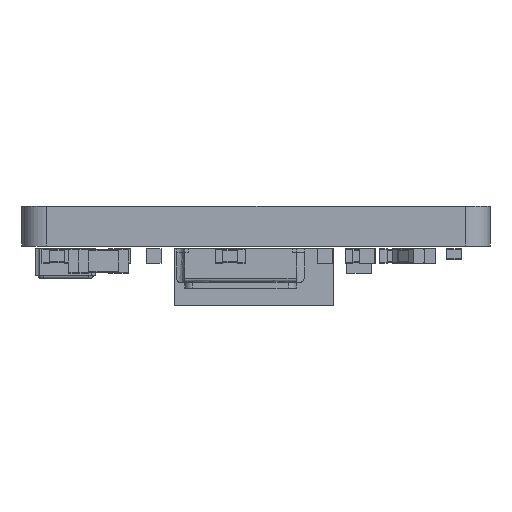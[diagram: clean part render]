
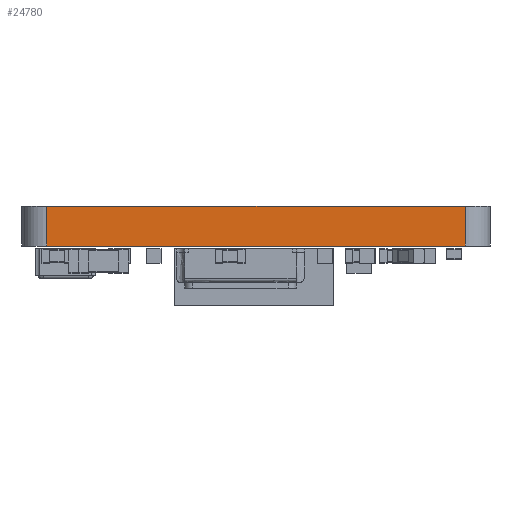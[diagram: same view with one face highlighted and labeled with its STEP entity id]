
A CAD part, left-side view. The second image highlights one B-rep face of the part: STEP entity #24780.
In plain terms, the highlighted planar face has unit normal (-1, 0, 0).
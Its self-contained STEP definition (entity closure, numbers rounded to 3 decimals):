
#19791 = CYLINDRICAL_SURFACE('',#19792,0.5);
#19792 = AXIS2_PLACEMENT_3D('',#19793,#19794,#19795);
#19793 = CARTESIAN_POINT('',(132.562,-132.641,0.));
#19794 = DIRECTION('',(-0.,-0.,-1.));
#19795 = DIRECTION('',(1.,0.,-0.));
#19819 = PLANE('',#19820);
#19820 = AXIS2_PLACEMENT_3D('',#19821,#19822,#19823);
#19821 = CARTESIAN_POINT('',(138.546,-136.901,0.8));
#19822 = DIRECTION('',(-0.,-0.,-1.));
#19823 = DIRECTION('',(-1.,0.,0.));
#19873 = PLANE('',#19874);
#19874 = AXIS2_PLACEMENT_3D('',#19875,#19876,#19877);
#19875 = CARTESIAN_POINT('',(138.546,-136.901,0.));
#19876 = DIRECTION('',(-0.,-0.,-1.));
#19877 = DIRECTION('',(-1.,0.,0.));
#19890 = VERTEX_POINT('',#19891);
#19891 = CARTESIAN_POINT('',(132.062,-132.641,0.8));
#19917 = EDGE_CURVE('',#19918,#19890,#19920,.T.);
#19918 = VERTEX_POINT('',#19919);
#19919 = CARTESIAN_POINT('',(132.062,-132.641,0.));
#19920 = SURFACE_CURVE('',#19921,(#19925,#19932),.PCURVE_S1.);
#19921 = LINE('',#19922,#19923);
#19922 = CARTESIAN_POINT('',(132.062,-132.641,0.));
#19923 = VECTOR('',#19924,1.);
#19924 = DIRECTION('',(0.,0.,1.));
#19925 = PCURVE('',#19791,#19926);
#19926 = DEFINITIONAL_REPRESENTATION('',(#19927),#19931);
#19927 = LINE('',#19928,#19929);
#19928 = CARTESIAN_POINT('',(-3.142,0.));
#19929 = VECTOR('',#19930,1.);
#19930 = DIRECTION('',(-0.,-1.));
#19931 = ( GEOMETRIC_REPRESENTATION_CONTEXT(2) 
PARAMETRIC_REPRESENTATION_CONTEXT() REPRESENTATION_CONTEXT('2D SPACE',''
  ) );
#19932 = PCURVE('',#19933,#19938);
#19933 = PLANE('',#19934);
#19934 = AXIS2_PLACEMENT_3D('',#19935,#19936,#19937);
#19935 = CARTESIAN_POINT('',(132.062,-141.041,0.));
#19936 = DIRECTION('',(-1.,0.,0.));
#19937 = DIRECTION('',(0.,1.,0.));
#19938 = DEFINITIONAL_REPRESENTATION('',(#19939),#19943);
#19939 = LINE('',#19940,#19941);
#19940 = CARTESIAN_POINT('',(8.4,0.));
#19941 = VECTOR('',#19942,1.);
#19942 = DIRECTION('',(0.,-1.));
#19943 = ( GEOMETRIC_REPRESENTATION_CONTEXT(2) 
PARAMETRIC_REPRESENTATION_CONTEXT() REPRESENTATION_CONTEXT('2D SPACE',''
  ) );
#22461 = VERTEX_POINT('',#22462);
#22462 = CARTESIAN_POINT('',(132.062,-141.041,0.));
#22481 = CYLINDRICAL_SURFACE('',#22482,0.5);
#22482 = AXIS2_PLACEMENT_3D('',#22483,#22484,#22485);
#22483 = CARTESIAN_POINT('',(132.562,-141.041,0.));
#22484 = DIRECTION('',(-0.,-0.,-1.));
#22485 = DIRECTION('',(1.,0.,-0.));
#22493 = EDGE_CURVE('',#22461,#19918,#22494,.T.);
#22494 = SURFACE_CURVE('',#22495,(#22499,#22506),.PCURVE_S1.);
#22495 = LINE('',#22496,#22497);
#22496 = CARTESIAN_POINT('',(132.062,-141.041,0.));
#22497 = VECTOR('',#22498,1.);
#22498 = DIRECTION('',(0.,1.,0.));
#22499 = PCURVE('',#19873,#22500);
#22500 = DEFINITIONAL_REPRESENTATION('',(#22501),#22505);
#22501 = LINE('',#22502,#22503);
#22502 = CARTESIAN_POINT('',(6.484,-4.14));
#22503 = VECTOR('',#22504,1.);
#22504 = DIRECTION('',(0.,1.));
#22505 = ( GEOMETRIC_REPRESENTATION_CONTEXT(2) 
PARAMETRIC_REPRESENTATION_CONTEXT() REPRESENTATION_CONTEXT('2D SPACE',''
  ) );
#22506 = PCURVE('',#19933,#22507);
#22507 = DEFINITIONAL_REPRESENTATION('',(#22508),#22512);
#22508 = LINE('',#22509,#22510);
#22509 = CARTESIAN_POINT('',(0.,0.));
#22510 = VECTOR('',#22511,1.);
#22511 = DIRECTION('',(1.,0.));
#22512 = ( GEOMETRIC_REPRESENTATION_CONTEXT(2) 
PARAMETRIC_REPRESENTATION_CONTEXT() REPRESENTATION_CONTEXT('2D SPACE',''
  ) );
#24628 = VERTEX_POINT('',#24629);
#24629 = CARTESIAN_POINT('',(132.062,-141.041,0.8));
#24655 = EDGE_CURVE('',#24628,#19890,#24656,.T.);
#24656 = SURFACE_CURVE('',#24657,(#24661,#24668),.PCURVE_S1.);
#24657 = LINE('',#24658,#24659);
#24658 = CARTESIAN_POINT('',(132.062,-141.041,0.8));
#24659 = VECTOR('',#24660,1.);
#24660 = DIRECTION('',(0.,1.,0.));
#24661 = PCURVE('',#19819,#24662);
#24662 = DEFINITIONAL_REPRESENTATION('',(#24663),#24667);
#24663 = LINE('',#24664,#24665);
#24664 = CARTESIAN_POINT('',(6.484,-4.14));
#24665 = VECTOR('',#24666,1.);
#24666 = DIRECTION('',(0.,1.));
#24667 = ( GEOMETRIC_REPRESENTATION_CONTEXT(2) 
PARAMETRIC_REPRESENTATION_CONTEXT() REPRESENTATION_CONTEXT('2D SPACE',''
  ) );
#24668 = PCURVE('',#19933,#24669);
#24669 = DEFINITIONAL_REPRESENTATION('',(#24670),#24674);
#24670 = LINE('',#24671,#24672);
#24671 = CARTESIAN_POINT('',(0.,-0.8));
#24672 = VECTOR('',#24673,1.);
#24673 = DIRECTION('',(1.,0.));
#24674 = ( GEOMETRIC_REPRESENTATION_CONTEXT(2) 
PARAMETRIC_REPRESENTATION_CONTEXT() REPRESENTATION_CONTEXT('2D SPACE',''
  ) );
#24780 = ADVANCED_FACE('',(#24781),#19933,.T.);
#24781 = FACE_BOUND('',#24782,.T.);
#24782 = EDGE_LOOP('',(#24783,#24804,#24805,#24806));
#24783 = ORIENTED_EDGE('',*,*,#24784,.T.);
#24784 = EDGE_CURVE('',#22461,#24628,#24785,.T.);
#24785 = SURFACE_CURVE('',#24786,(#24790,#24797),.PCURVE_S1.);
#24786 = LINE('',#24787,#24788);
#24787 = CARTESIAN_POINT('',(132.062,-141.041,0.));
#24788 = VECTOR('',#24789,1.);
#24789 = DIRECTION('',(0.,0.,1.));
#24790 = PCURVE('',#19933,#24791);
#24791 = DEFINITIONAL_REPRESENTATION('',(#24792),#24796);
#24792 = LINE('',#24793,#24794);
#24793 = CARTESIAN_POINT('',(0.,0.));
#24794 = VECTOR('',#24795,1.);
#24795 = DIRECTION('',(0.,-1.));
#24796 = ( GEOMETRIC_REPRESENTATION_CONTEXT(2) 
PARAMETRIC_REPRESENTATION_CONTEXT() REPRESENTATION_CONTEXT('2D SPACE',''
  ) );
#24797 = PCURVE('',#22481,#24798);
#24798 = DEFINITIONAL_REPRESENTATION('',(#24799),#24803);
#24799 = LINE('',#24800,#24801);
#24800 = CARTESIAN_POINT('',(-3.142,0.));
#24801 = VECTOR('',#24802,1.);
#24802 = DIRECTION('',(-0.,-1.));
#24803 = ( GEOMETRIC_REPRESENTATION_CONTEXT(2) 
PARAMETRIC_REPRESENTATION_CONTEXT() REPRESENTATION_CONTEXT('2D SPACE',''
  ) );
#24804 = ORIENTED_EDGE('',*,*,#24655,.T.);
#24805 = ORIENTED_EDGE('',*,*,#19917,.F.);
#24806 = ORIENTED_EDGE('',*,*,#22493,.F.);
